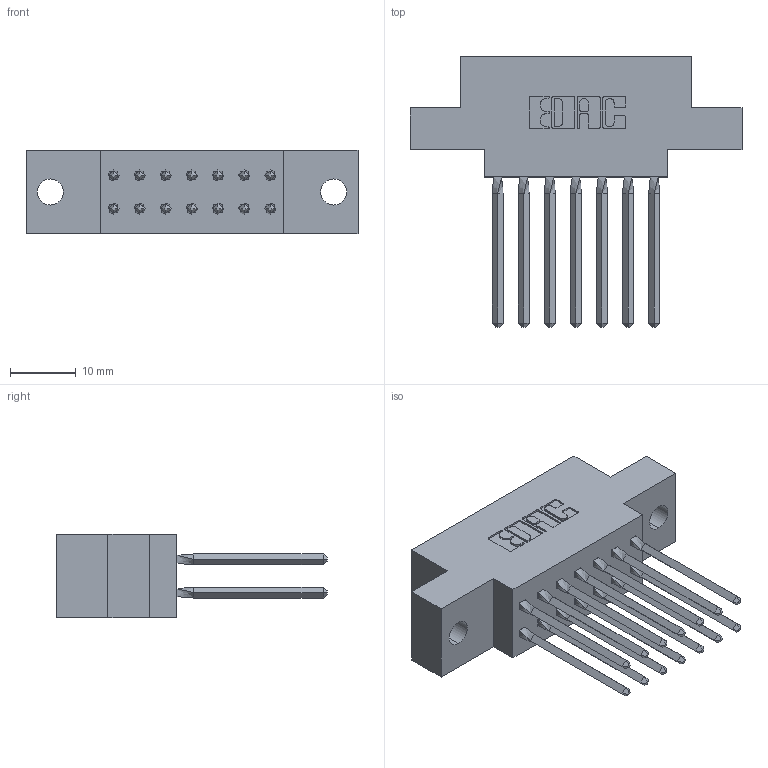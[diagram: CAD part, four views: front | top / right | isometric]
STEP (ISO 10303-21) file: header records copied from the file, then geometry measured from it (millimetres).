
FILE_DESCRIPTION (( 'STEP AP203' ), '1' );
FILE_NAME ('317-014-543-804.STEP', '2020-02-27T14:53:31', ( '' ), ( '' ), 'SwSTEP 2.0', 'SolidWorks 2016', '' );
FILE_SCHEMA (( 'CONFIG_CONTROL_DESIGN' ));
Length unit declared in the file: inch
Products named in the file (3): 317-014-543-804; 317-290-001_543; 317 Part_.156 Dia - TH
Assembly tree (15 placements, depth 2):
  317-014-543-804
    317 Part_.156 Dia - TH
    317-290-001_543  x14
Bounding box: 50.44 x 41.15 x 12.7 mm (x, y, z)
Volume: 7264.6 mm3; surface area: 9473.7 mm2
Topology: 15 solids, 15 shells, 1348 faces, 3733 edges, 2408 vertices
Faces by surface type: plane 1080, cylinder 212, bspline 56
Entity records: 15004 total; most frequent: CARTESIAN_POINT 3027, ORIENTED_EDGE 2526, DIRECTION 2113, EDGE_CURVE 1263, LINE 1007, VECTOR 1007, VERTEX_POINT 835, AXIS2_PLACEMENT_3D 553
